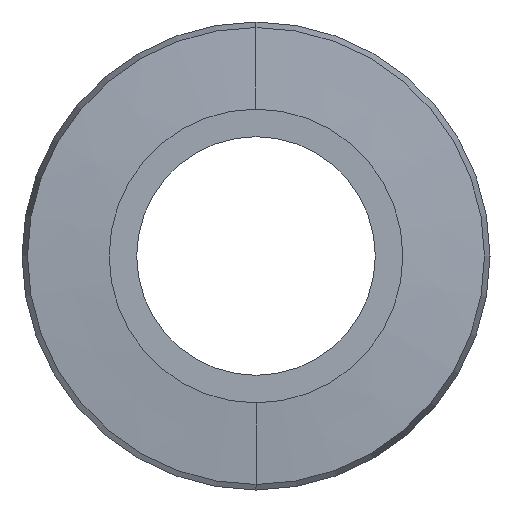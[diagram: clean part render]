
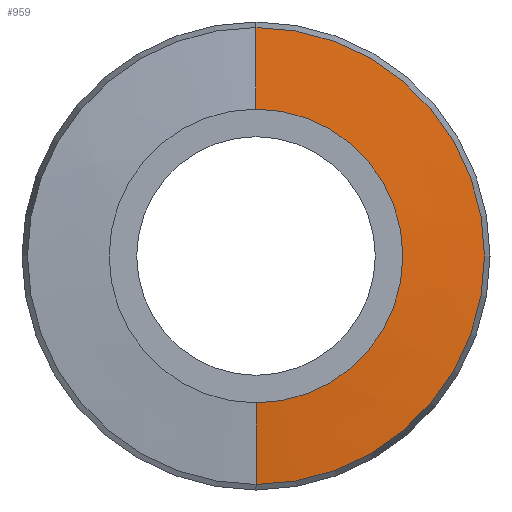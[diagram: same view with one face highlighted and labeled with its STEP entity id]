
A CAD part, left-side view. The second image highlights one B-rep face of the part: STEP entity #959.
In plain terms, the highlighted conical face has half-angle 85 degrees and reference radius 12.45 mm.
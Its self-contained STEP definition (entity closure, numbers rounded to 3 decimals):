
#19 = CARTESIAN_POINT ( 'NONE',  ( -25.8, 0., 0. ) ) ;
#25 = DIRECTION ( 'NONE',  ( -1., 0., 0. ) ) ;
#59 = LINE ( 'NONE', #362, #111 ) ;
#95 = CARTESIAN_POINT ( 'NONE',  ( -25.411, 0., -12.45 ) ) ;
#111 = VECTOR ( 'NONE', #358, 1000. ) ;
#270 = CIRCLE ( 'NONE', #715, 8. ) ;
#328 = FACE_OUTER_BOUND ( 'NONE', #1311, .T. ) ;
#343 = EDGE_CURVE ( 'NONE', #1002, #828, #1247, .T. ) ;
#358 = DIRECTION ( 'NONE',  ( 0.087, 0., 0.996 ) ) ;
#362 = CARTESIAN_POINT ( 'NONE',  ( -25.411, 0., 12.45 ) ) ;
#416 = VERTEX_POINT ( 'NONE', #1335 ) ;
#438 = CONICAL_SURFACE ( 'NONE', #875, 12.45, 1.484 ) ;
#440 = AXIS2_PLACEMENT_3D ( 'NONE', #1218, #1158, #886 ) ;
#517 = CIRCLE ( 'NONE', #440, 12.45 ) ;
#533 = EDGE_CURVE ( 'NONE', #828, #1056, #517, .T. ) ;
#713 = ORIENTED_EDGE ( 'NONE', *, *, #755, .F. ) ;
#715 = AXIS2_PLACEMENT_3D ( 'NONE', #19, #25, #1360 ) ;
#755 = EDGE_CURVE ( 'NONE', #416, #1056, #59, .T. ) ;
#828 = VERTEX_POINT ( 'NONE', #95 ) ;
#830 = CARTESIAN_POINT ( 'NONE',  ( -25.411, 0., 12.45 ) ) ;
#870 = VECTOR ( 'NONE', #903, 1000. ) ;
#875 = AXIS2_PLACEMENT_3D ( 'NONE', #1405, #1336, #1417 ) ;
#886 = DIRECTION ( 'NONE',  ( 0., 0., 1. ) ) ;
#903 = DIRECTION ( 'NONE',  ( 0.087, 0., -0.996 ) ) ;
#929 = EDGE_CURVE ( 'NONE', #1002, #416, #270, .T. ) ;
#959 = ADVANCED_FACE ( 'NONE', ( #328 ), #438, .T. ) ;
#977 = ORIENTED_EDGE ( 'NONE', *, *, #533, .T. ) ;
#1002 = VERTEX_POINT ( 'NONE', #1161 ) ;
#1042 = ORIENTED_EDGE ( 'NONE', *, *, #929, .F. ) ;
#1056 = VERTEX_POINT ( 'NONE', #830 ) ;
#1158 = DIRECTION ( 'NONE',  ( -1., 0., 0. ) ) ;
#1161 = CARTESIAN_POINT ( 'NONE',  ( -25.8, 0., -8. ) ) ;
#1218 = CARTESIAN_POINT ( 'NONE',  ( -25.411, 0., 0. ) ) ;
#1247 = LINE ( 'NONE', #1322, #870 ) ;
#1311 = EDGE_LOOP ( 'NONE', ( #1042, #1404, #977, #713 ) ) ;
#1322 = CARTESIAN_POINT ( 'NONE',  ( -25.411, 0., -12.45 ) ) ;
#1335 = CARTESIAN_POINT ( 'NONE',  ( -25.8, 0., 8. ) ) ;
#1336 = DIRECTION ( 'NONE',  ( 1., 0., 0. ) ) ;
#1360 = DIRECTION ( 'NONE',  ( 0., 0., 1. ) ) ;
#1404 = ORIENTED_EDGE ( 'NONE', *, *, #343, .T. ) ;
#1405 = CARTESIAN_POINT ( 'NONE',  ( -25.411, 0., 0. ) ) ;
#1417 = DIRECTION ( 'NONE',  ( 0., 0., 1. ) ) ;
